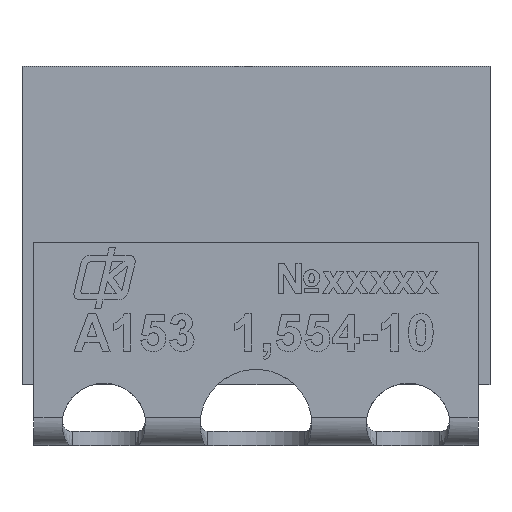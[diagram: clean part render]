
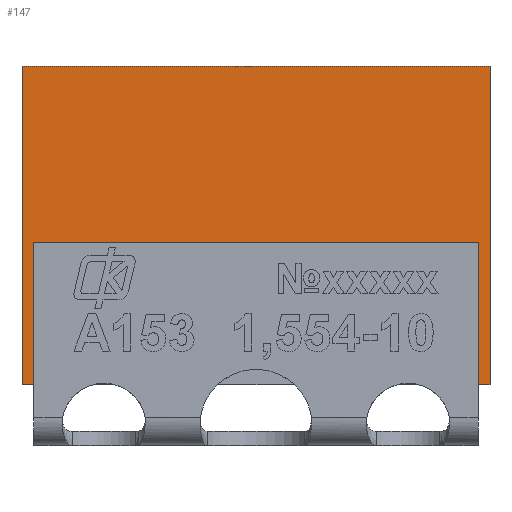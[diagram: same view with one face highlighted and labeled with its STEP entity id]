
A CAD part, top view. The second image highlights one B-rep face of the part: STEP entity #147.
In plain terms, the highlighted planar face has unit normal (0, 0, 1).
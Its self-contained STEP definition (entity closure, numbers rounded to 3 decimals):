
#147=ADVANCED_FACE('',(#3302),#3304,.F.);
#3302=FACE_BOUND('',#3303,.T.);
#3303=EDGE_LOOP('',(#7645,#7646,#7647,#7648,#7649,#7650,#7651,#7652));
#3304=PLANE('',#3305);
#3305=AXIS2_PLACEMENT_3D('',#3306,#3307,#3308);
#3306=CARTESIAN_POINT('',(-5.,3.4,1.8));
#3307=DIRECTION('',(0.,0.,-1.));
#3308=DIRECTION('',(-1.,0.,0.));
#7645=ORIENTED_EDGE('',*,*,#9519,.F.);
#7646=ORIENTED_EDGE('',*,*,#9520,.T.);
#7647=ORIENTED_EDGE('',*,*,#9521,.T.);
#7648=ORIENTED_EDGE('',*,*,#9522,.T.);
#7649=ORIENTED_EDGE('',*,*,#9523,.F.);
#7650=ORIENTED_EDGE('',*,*,#9497,.F.);
#7651=ORIENTED_EDGE('',*,*,#9524,.F.);
#7652=ORIENTED_EDGE('',*,*,#9525,.T.);
#9497=EDGE_CURVE('',#10463,#10455,#10465,.T.);
#9519=EDGE_CURVE('',#10502,#10503,#10504,.T.);
#9520=EDGE_CURVE('',#10502,#10505,#10506,.T.);
#9521=EDGE_CURVE('',#10505,#10507,#10508,.T.);
#9522=EDGE_CURVE('',#10507,#10509,#10510,.T.);
#9523=EDGE_CURVE('',#10455,#10509,#10511,.T.);
#9524=EDGE_CURVE('',#10512,#10463,#10513,.T.);
#9525=EDGE_CURVE('',#10512,#10503,#10514,.T.);
#10455=VERTEX_POINT('',#12056);
#10463=VERTEX_POINT('',#12072);
#10465=LINE('',#12076,#12077);
#10502=VERTEX_POINT('',#12157);
#10503=VERTEX_POINT('',#12158);
#10504=LINE('',#12159,#12160);
#10505=VERTEX_POINT('',#12162);
#10506=LINE('',#12163,#12164);
#10507=VERTEX_POINT('',#12166);
#10508=LINE('',#12167,#12168);
#10509=VERTEX_POINT('',#12170);
#10510=LINE('',#12171,#12172);
#10511=LINE('',#12174,#12175);
#10512=VERTEX_POINT('',#12177);
#10513=LINE('',#12178,#12179);
#10514=LINE('',#12181,#12182);
#12056=CARTESIAN_POINT('',(5.,-3.399,1.8));
#12072=CARTESIAN_POINT('',(5.,3.4,1.8));
#12076=CARTESIAN_POINT('',(5.,3.4,1.8));
#12077=VECTOR('',#12078,1.);
#12078=DIRECTION('',(0.,-1.,0.));
#12157=CARTESIAN_POINT('',(-4.75,-3.399,1.8));
#12158=CARTESIAN_POINT('',(-5.,-3.399,1.8));
#12159=CARTESIAN_POINT('',(-4.75,-3.399,1.8));
#12160=VECTOR('',#12161,1.);
#12161=DIRECTION('',(-1.,0.,0.));
#12162=CARTESIAN_POINT('',(-4.75,-0.375,1.8));
#12163=CARTESIAN_POINT('',(-4.75,-3.399,1.8));
#12164=VECTOR('',#12165,1.);
#12165=DIRECTION('',(0.,1.,0.));
#12166=CARTESIAN_POINT('',(4.75,-0.375,1.8));
#12167=CARTESIAN_POINT('',(-4.75,-0.375,1.8));
#12168=VECTOR('',#12169,1.);
#12169=DIRECTION('',(1.,0.,0.));
#12170=CARTESIAN_POINT('',(4.75,-3.399,1.8));
#12171=CARTESIAN_POINT('',(4.75,-0.375,1.8));
#12172=VECTOR('',#12173,1.);
#12173=DIRECTION('',(0.,-1.,0.));
#12174=CARTESIAN_POINT('',(5.,-3.399,1.8));
#12175=VECTOR('',#12176,1.);
#12176=DIRECTION('',(-1.,0.,0.));
#12177=CARTESIAN_POINT('',(-5.,3.4,1.8));
#12178=CARTESIAN_POINT('',(-5.,3.4,1.8));
#12179=VECTOR('',#12180,1.);
#12180=DIRECTION('',(1.,0.,0.));
#12181=CARTESIAN_POINT('',(-5.,3.4,1.8));
#12182=VECTOR('',#12183,1.);
#12183=DIRECTION('',(0.,-1.,0.));
